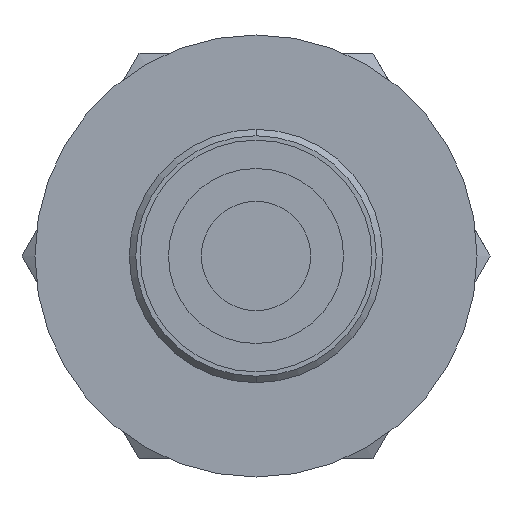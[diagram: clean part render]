
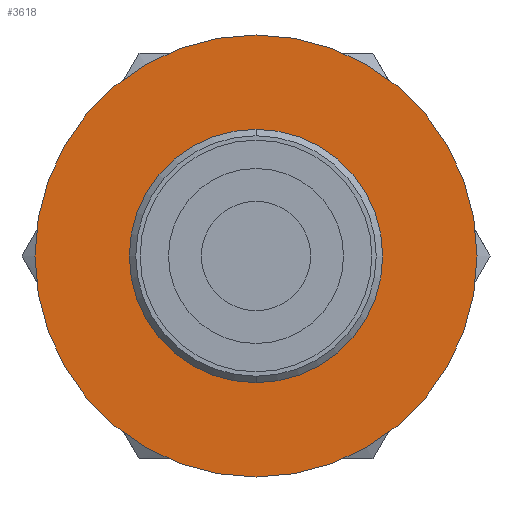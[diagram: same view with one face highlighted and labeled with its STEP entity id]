
A CAD part, left-side view. The second image highlights one B-rep face of the part: STEP entity #3618.
In plain terms, the highlighted planar face has unit normal (-1, 0, 0).
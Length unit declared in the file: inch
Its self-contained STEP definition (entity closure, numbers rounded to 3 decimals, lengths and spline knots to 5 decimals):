
#309 = ORIENTED_EDGE ( 'NONE', *, *, #7281, .T. ) ;
#604 = ORIENTED_EDGE ( 'NONE', *, *, #10097, .F. ) ;
#828 = EDGE_CURVE ( 'NONE', #4558, #8117, #6260, .T. ) ;
#841 = CARTESIAN_POINT ( 'NONE',  ( -0.82, 0.19685, 0. ) ) ;
#859 = ORIENTED_EDGE ( 'NONE', *, *, #828, .T. ) ;
#1039 = CARTESIAN_POINT ( 'NONE',  ( -0.82, 0., 0. ) ) ;
#1233 = EDGE_CURVE ( 'NONE', #6296, #9795, #2062, .T. ) ;
#1482 = CARTESIAN_POINT ( 'NONE',  ( -0.82, 0., 0. ) ) ;
#1701 = CARTESIAN_POINT ( 'NONE',  ( -0.82, 0., 0.3435 ) ) ;
#2062 = CIRCLE ( 'NONE', #10007, 0.3435 ) ;
#3515 = DIRECTION ( 'NONE',  ( 1., 0., 0. ) ) ;
#3618 = ADVANCED_FACE ( 'NONE', ( #8658, #6433 ), #7948, .F. ) ;
#3687 = EDGE_LOOP ( 'NONE', ( #604, #6039 ) ) ;
#3875 = CARTESIAN_POINT ( 'NONE',  ( -0.82, 0., 0. ) ) ;
#4062 = DIRECTION ( 'NONE',  ( 1., 0., 0. ) ) ;
#4261 = DIRECTION ( 'NONE',  ( 0., 0., -1. ) ) ;
#4558 = VERTEX_POINT ( 'NONE', #7345 ) ;
#4692 = DIRECTION ( 'NONE',  ( 1., 0., 0. ) ) ;
#4797 = DIRECTION ( 'NONE',  ( 0., 0., -1. ) ) ;
#4799 = CIRCLE ( 'NONE', #6978, 0.19685 ) ;
#5453 = DIRECTION ( 'NONE',  ( 0., 0., -1. ) ) ;
#5535 = DIRECTION ( 'NONE',  ( 0., 0., -1. ) ) ;
#5990 = CARTESIAN_POINT ( 'NONE',  ( -0.82, 0., -0.3435 ) ) ;
#6039 = ORIENTED_EDGE ( 'NONE', *, *, #1233, .F. ) ;
#6260 = CIRCLE ( 'NONE', #6598, 0.19685 ) ;
#6296 = VERTEX_POINT ( 'NONE', #1701 ) ;
#6433 = FACE_BOUND ( 'NONE', #10240, .T. ) ;
#6598 = AXIS2_PLACEMENT_3D ( 'NONE', #1482, #4692, #5535 ) ;
#6776 = AXIS2_PLACEMENT_3D ( 'NONE', #841, #4062, #4797 ) ;
#6978 = AXIS2_PLACEMENT_3D ( 'NONE', #10330, #8563, #5453 ) ;
#7281 = EDGE_CURVE ( 'NONE', #8117, #4558, #4799, .T. ) ;
#7345 = CARTESIAN_POINT ( 'NONE',  ( -0.82, 0., 0.19685 ) ) ;
#7948 = PLANE ( 'NONE',  #6776 ) ;
#8117 = VERTEX_POINT ( 'NONE', #10414 ) ;
#8555 = AXIS2_PLACEMENT_3D ( 'NONE', #3875, #8783, #8844 ) ;
#8563 = DIRECTION ( 'NONE',  ( 1., 0., 0. ) ) ;
#8658 = FACE_OUTER_BOUND ( 'NONE', #3687, .T. ) ;
#8783 = DIRECTION ( 'NONE',  ( 1., 0., 0. ) ) ;
#8844 = DIRECTION ( 'NONE',  ( 0., 0., -1. ) ) ;
#8909 = CIRCLE ( 'NONE', #8555, 0.3435 ) ;
#9795 = VERTEX_POINT ( 'NONE', #5990 ) ;
#10007 = AXIS2_PLACEMENT_3D ( 'NONE', #1039, #3515, #4261 ) ;
#10097 = EDGE_CURVE ( 'NONE', #9795, #6296, #8909, .T. ) ;
#10240 = EDGE_LOOP ( 'NONE', ( #309, #859 ) ) ;
#10330 = CARTESIAN_POINT ( 'NONE',  ( -0.82, 0., 0. ) ) ;
#10414 = CARTESIAN_POINT ( 'NONE',  ( -0.82, 0., -0.19685 ) ) ;
